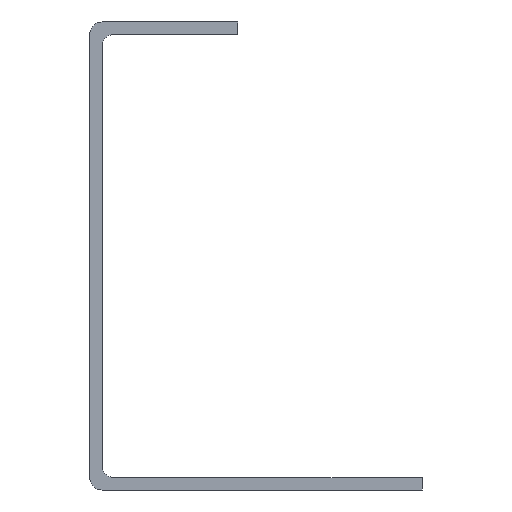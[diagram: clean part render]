
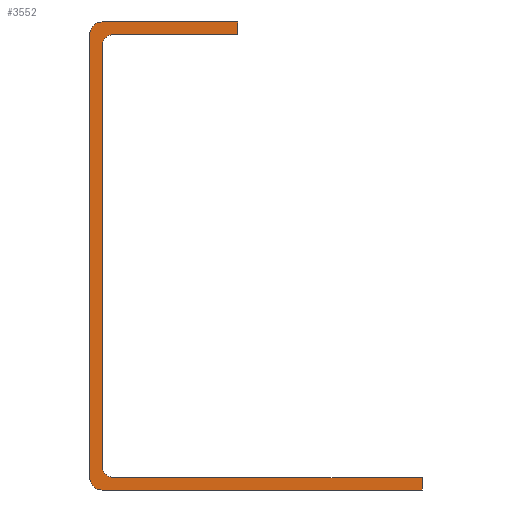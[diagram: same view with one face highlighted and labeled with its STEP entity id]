
A CAD part, front view. The second image highlights one B-rep face of the part: STEP entity #3552.
In plain terms, the highlighted planar face has unit normal (0, -1, 0).
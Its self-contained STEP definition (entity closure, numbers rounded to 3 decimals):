
#753=CARTESIAN_POINT('',(1.,-218.515,12.095));
#754=DIRECTION('',(0.,1.,0.));
#755=DIRECTION('',(0.,0.,-1.));
#756=AXIS2_PLACEMENT_3D('',#753,#754,#755);
#761=DIRECTION('',(0.,0.,1.));
#762=VECTOR('',#761,36.);
#763=CARTESIAN_POINT('',(0.,-218.515,12.095));
#764=LINE('',#763,#762);
#768=CARTESIAN_POINT('',(1.,-218.515,48.095));
#769=DIRECTION('',(0.,1.,0.));
#770=DIRECTION('',(-1.,0.,0.));
#771=AXIS2_PLACEMENT_3D('',#768,#769,#770);
#776=DIRECTION('',(-1.,0.,0.));
#777=VECTOR('',#776,10.);
#778=CARTESIAN_POINT('',(12.,-218.515,48.095));
#779=LINE('',#778,#777);
#783=CARTESIAN_POINT('',(2.,-218.515,47.095));
#784=DIRECTION('',(0.,-1.,0.));
#785=DIRECTION('',(0.,0.,1.));
#786=AXIS2_PLACEMENT_3D('',#783,#784,#785);
#791=CARTESIAN_POINT('',(2.,-218.515,13.095));
#792=DIRECTION('',(0.,-1.,0.));
#793=DIRECTION('',(-1.,0.,0.));
#794=AXIS2_PLACEMENT_3D('',#791,#792,#793);
#799=DIRECTION('',(-1.,0.,0.));
#800=VECTOR('',#799,26.);
#801=CARTESIAN_POINT('',(27.,-218.515,11.095));
#802=LINE('',#801,#800);
#887=DIRECTION('',(0.,0.,1.));
#888=VECTOR('',#887,1.);
#889=CARTESIAN_POINT('',(27.,-218.515,11.095));
#890=LINE('',#889,#888);
#901=DIRECTION('',(-1.,0.,0.));
#902=VECTOR('',#901,25.);
#903=CARTESIAN_POINT('',(27.,-218.515,12.095));
#904=LINE('',#903,#902);
#922=DIRECTION('',(0.,0.,1.));
#923=VECTOR('',#922,34.);
#924=CARTESIAN_POINT('',(1.,-218.515,13.095));
#925=LINE('',#924,#923);
#1484=DIRECTION('',(0.,0.,1.));
#1485=VECTOR('',#1484,1.);
#1486=CARTESIAN_POINT('',(12.,-218.515,48.095));
#1487=LINE('',#1486,#1485);
#1498=DIRECTION('',(-1.,0.,0.));
#1499=VECTOR('',#1498,11.);
#1500=CARTESIAN_POINT('',(12.,-218.515,49.095));
#1501=LINE('',#1500,#1499);
#2711=CARTESIAN_POINT('',(0.,-218.515,12.095));
#2713=VERTEX_POINT('',#2711);
#2716=CARTESIAN_POINT('',(0.,-218.515,48.095));
#2717=VERTEX_POINT('',#2716);
#2862=CARTESIAN_POINT('',(1.,-218.515,13.095));
#2864=VERTEX_POINT('',#2862);
#2866=CARTESIAN_POINT('',(1.,-218.515,47.095));
#2867=VERTEX_POINT('',#2866);
#2992=CARTESIAN_POINT('',(2.,-218.515,12.095));
#2993=VERTEX_POINT('',#2992);
#3008=CARTESIAN_POINT('',(1.,-218.515,11.095));
#3009=VERTEX_POINT('',#3008);
#3010=CARTESIAN_POINT('',(1.,-218.515,49.095));
#3011=VERTEX_POINT('',#3010);
#3012=CARTESIAN_POINT('',(12.,-218.515,49.095));
#3013=VERTEX_POINT('',#3012);
#3014=CARTESIAN_POINT('',(12.,-218.515,48.095));
#3015=VERTEX_POINT('',#3014);
#3016=CARTESIAN_POINT('',(2.,-218.515,48.095));
#3017=VERTEX_POINT('',#3016);
#3018=CARTESIAN_POINT('',(27.,-218.515,12.095));
#3019=VERTEX_POINT('',#3018);
#3020=CARTESIAN_POINT('',(27.,-218.515,11.095));
#3021=VERTEX_POINT('',#3020);
#3523=CARTESIAN_POINT('',(0.,-218.515,49.095));
#3524=DIRECTION('',(0.,-1.,0.));
#3525=DIRECTION('',(0.,0.,-1.));
#3526=AXIS2_PLACEMENT_3D('',#3523,#3524,#3525);
#3527=PLANE('',#3526);
#3528=ORIENTED_EDGE('',*,*,#3506,.T.);
#3529=ORIENTED_EDGE('',*,*,#3233,.T.);
#3531=ORIENTED_EDGE('',*,*,#3530,.T.);
#3533=ORIENTED_EDGE('',*,*,#3532,.F.);
#3535=ORIENTED_EDGE('',*,*,#3534,.F.);
#3537=ORIENTED_EDGE('',*,*,#3536,.T.);
#3539=ORIENTED_EDGE('',*,*,#3538,.T.);
#3541=ORIENTED_EDGE('',*,*,#3540,.F.);
#3543=ORIENTED_EDGE('',*,*,#3542,.T.);
#3545=ORIENTED_EDGE('',*,*,#3544,.F.);
#3547=ORIENTED_EDGE('',*,*,#3546,.F.);
#3549=ORIENTED_EDGE('',*,*,#3548,.T.);
#3550=EDGE_LOOP('',(#3528,#3529,#3531,#3533,#3535,#3537,#3539,#3541,#3543,#3545,
#3547,#3549));
#3551=FACE_OUTER_BOUND('',#3550,.F.);
#757=CIRCLE('',#756,1.);
#772=CIRCLE('',#771,1.);
#787=CIRCLE('',#786,1.);
#795=CIRCLE('',#794,1.);
#3233=EDGE_CURVE('',#2713,#2717,#764,.T.);
#3506=EDGE_CURVE('',#3009,#2713,#757,.T.);
#3530=EDGE_CURVE('',#2717,#3011,#772,.T.);
#3532=EDGE_CURVE('',#3013,#3011,#1501,.T.);
#3534=EDGE_CURVE('',#3015,#3013,#1487,.T.);
#3536=EDGE_CURVE('',#3015,#3017,#779,.T.);
#3538=EDGE_CURVE('',#3017,#2867,#787,.T.);
#3540=EDGE_CURVE('',#2864,#2867,#925,.T.);
#3542=EDGE_CURVE('',#2864,#2993,#795,.T.);
#3544=EDGE_CURVE('',#3019,#2993,#904,.T.);
#3546=EDGE_CURVE('',#3021,#3019,#890,.T.);
#3548=EDGE_CURVE('',#3021,#3009,#802,.T.);
#3552=ADVANCED_FACE('',(#3551),#3527,.T.);
